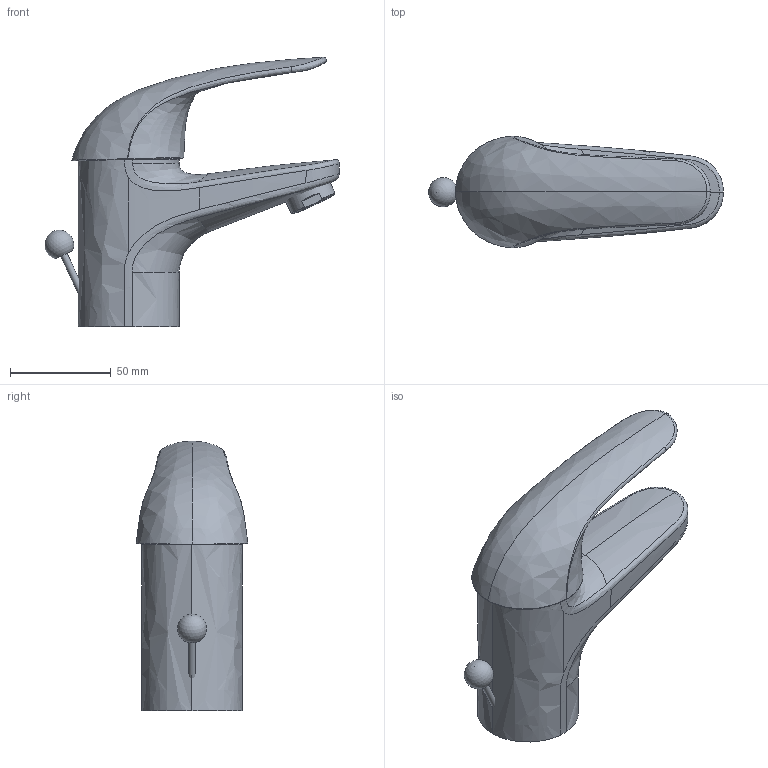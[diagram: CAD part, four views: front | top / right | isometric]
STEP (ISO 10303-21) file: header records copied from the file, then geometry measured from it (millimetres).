
FILE_DESCRIPTION(/* description */ ('Unknown'),/* implementation_level */ '2;1');
FILE_NAME(/* name */ '23262000',/* time_stamp */ '2022-09-01T13:26:08+02:00',/* author */ ('Unknown'),/* organization */ ('GROHE AG'),/* preprocessor_version */ 'ST-DEVELOPER v16.7',/* originating_system */ 'DEX',/* authorisation */ $);
FILE_SCHEMA (('AUTOMOTIVE_DESIGN {1 0 10303 214 3 1 1}'));
Length unit declared in the file: millimetre
Products named in the file (7): 23262000; 23262000_0; 23262000_1; 23262000_2; 23262000_3; 23262000_4
Assembly tree (6 placements, depth 2):
  23262000
    23262000
    23262000_0
    23262000_1
    23262000_2
    23262000_3
    23262000_4
Bounding box: 146.11 x 55.35 x 133.61 mm (x, y, z)
Volume: 267267.7 mm3; surface area: 54085.8 mm2
Topology: 6 solids, 7 shells, 672 faces, 1973 edges, 1258 vertices
Faces by surface type: plane 492, bspline 78, cylinder 74, cone 17, torus 7, sphere 4
Full cylindrical faces by diameter (mm): 1.039 x1, 1.5 x1, 2.4 x1, 3.242 x1, 3.45 x1, 4 x1, 4.1 x1, 4.3 x1, 5.5 x1, 6 x1, 8.4 x1, 10.5 x1, 11.489 x1, 12.5 x2, 13 x1, 13.905 x1, 14 x1, 17 x1, 17.773 x1, 18 x1, 18.911 x1, 20.05 x1, 20.15 x1, 20.95 x1, 21.175 x1, 22.45 x2, 23.87 x1, 24 x1
Entity records: 34341 total; most frequent: CARTESIAN_POINT 16617, ORIENTED_EDGE 3790, DIRECTION 3396, EDGE_CURVE 1895, VERTEX_POINT 1231, AXIS2_PLACEMENT_3D 1164, LINE 1068, VECTOR 1068
